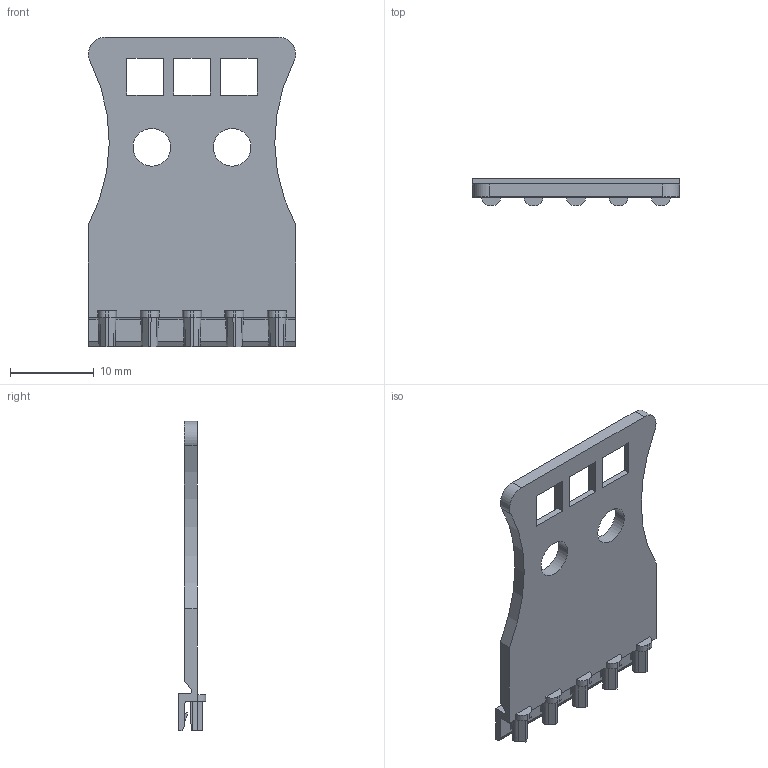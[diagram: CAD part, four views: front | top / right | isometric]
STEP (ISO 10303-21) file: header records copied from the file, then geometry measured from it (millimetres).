
FILE_DESCRIPTION(('CATIA V5 STEP Exchange','CAx-IF Rec.Pracs.--- Model Styling and Organization---1.4--- 2014-01-23'),'2;1');
FILE_NAME ('D1546992_0_2525850000_2525850000.stp','2022-10-12T07:49:56+00:00',('none'),('Weidmueller'),'CATIA Version 5-6 Release 2016 SP3 HF44','CATIA V5 STEP AP214','none');
FILE_SCHEMA(('AUTOMOTIVE_DESIGN { 1 0 10303 214 1 1 1 1 }'));
Length unit declared in the file: millimetre
Products named in the file (1): 2525850000
Bounding box: 24.8 x 3.28 x 37 mm (x, y, z)
Volume: 824.1 mm3; surface area: 2141.1 mm2
Topology: 1 solids, 1 shells, 227 faces, 666 edges, 445 vertices
Faces by surface type: plane 131, cylinder 42, cone 38, bspline 16
Entity records: 8406 total; most frequent: CARTESIAN_POINT 2819, ORIENTED_EDGE 1332, DIRECTION 852, EDGE_CURVE 666, VERTEX_POINT 445, VECTOR 389, LINE 389, AXIS2_PLACEMENT_3D 294
